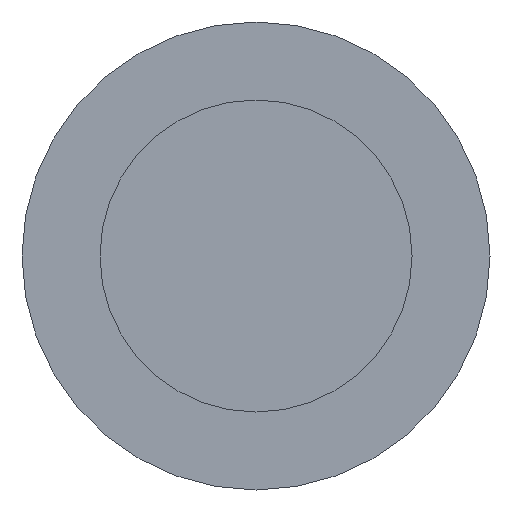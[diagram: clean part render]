
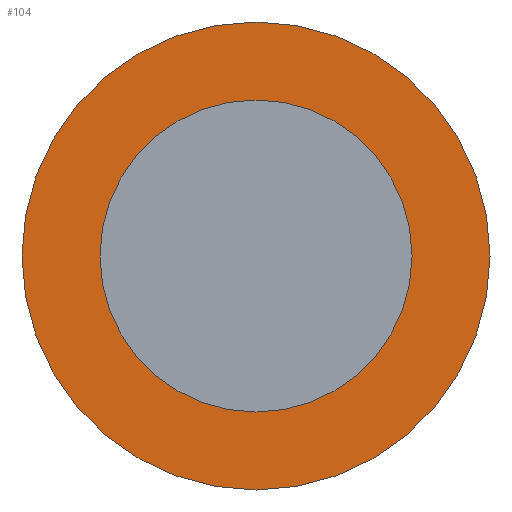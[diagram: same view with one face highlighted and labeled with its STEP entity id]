
A CAD part, front view. The second image highlights one B-rep face of the part: STEP entity #104.
In plain terms, the highlighted planar face has unit normal (0, -1, 0).
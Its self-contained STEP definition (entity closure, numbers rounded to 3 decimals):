
#15=FACE_BOUND('',#36,.T.);
#28=FACE_OUTER_BOUND('',#35,.T.);
#35=EDGE_LOOP('',(#74));
#36=EDGE_LOOP('',(#75));
#43=CIRCLE('',#132,1.);
#44=CIRCLE('',#134,1.5);
#51=VERTEX_POINT('',#184);
#52=VERTEX_POINT('',#188);
#60=EDGE_CURVE('',#51,#51,#43,.T.);
#61=EDGE_CURVE('',#52,#52,#44,.T.);
#74=ORIENTED_EDGE('',*,*,#61,.F.);
#75=ORIENTED_EDGE('',*,*,#60,.F.);
#92=PLANE('',#133);
#104=ADVANCED_FACE('',(#28,#15),#92,.T.);
#132=AXIS2_PLACEMENT_3D('',#186,#153,#154);
#133=AXIS2_PLACEMENT_3D('',#187,#155,#156);
#134=AXIS2_PLACEMENT_3D('',#189,#157,#158);
#153=DIRECTION('center_axis',(0.,-1.,0.));
#154=DIRECTION('ref_axis',(-1.,0.,0.));
#155=DIRECTION('center_axis',(0.,-1.,0.));
#156=DIRECTION('ref_axis',(0.,0.,-1.));
#157=DIRECTION('center_axis',(0.,1.,0.));
#158=DIRECTION('ref_axis',(-1.,0.,0.));
#184=CARTESIAN_POINT('',(1.,17.5,0.));
#186=CARTESIAN_POINT('Origin',(0.,17.5,0.));
#187=CARTESIAN_POINT('Origin',(0.,17.5,0.));
#188=CARTESIAN_POINT('',(1.5,17.5,0.));
#189=CARTESIAN_POINT('Origin',(0.,17.5,0.));
